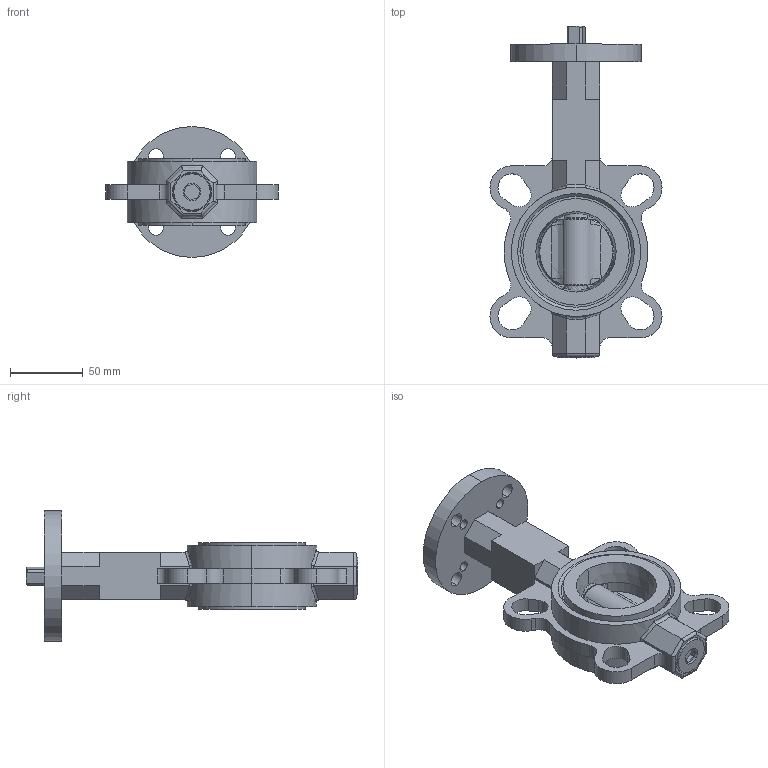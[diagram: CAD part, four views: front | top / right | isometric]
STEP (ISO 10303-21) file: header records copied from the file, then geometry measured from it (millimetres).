
FILE_DESCRIPTION (( 'STEP AP203' ), '1' );
FILE_NAME ('2302拸种豪瑩 蚾饜极DN50.STEP', '2024-08-16T06:05:18', ( '' ), ( '' ), 'SwSTEP 2.0', 'SolidWorks 2018', '' );
FILE_SCHEMA (( 'CONFIG_CONTROL_DESIGN' ));
Length unit declared in the file: millimetre
Products named in the file (12): DN65躇猾菜え; DN50概釱; DN50概粣; DN65平垫圈; DN50概啣; DN65 狟粣杶; 2302拸种豪瑩 蚾饜极DN50; circlips for shaft--type a large gb_GB_CONNECTING_PIECE_RING_RRA 14; circlips for holes--type a gb_GB_CONNECTING_PIECE_RING_RRH 25; YH550-D50-01AZW(3)-00; DN65酗粣杶; 内六角螺塞
Assembly tree (12 placements, depth 2):
  2302拸种豪瑩 蚾饜极DN50
    YH550-D50-01AZW(3)-00
    DN50概啣
    DN50概粣
    DN50概釱
    内六角螺塞
    DN65躇猾菜え
    DN65 狟粣杶
    circlips for shaft--type a large gb_GB_CONNECTING_PIECE_RING_RRA 14
    circlips for holes--type a gb_GB_CONNECTING_PIECE_RING_RRH 25
    DN65平垫圈
    DN65酗粣杶  x2
Bounding box: 118.39 x 228.45 x 90 mm (x, y, z)
Volume: 408981.9 mm3; surface area: 121649.7 mm2
Topology: 12 solids, 12 shells, 547 faces, 1436 edges, 921 vertices
Faces by surface type: cylinder 245, plane 177, bspline 61, cone 34, torus 30
Entity records: 21740 total; most frequent: CARTESIAN_POINT 7506, ORIENTED_EDGE 2816, DIRECTION 2629, EDGE_CURVE 1408, AXIS2_PLACEMENT_3D 1030, VERTEX_POINT 909, EDGE_LOOP 607, LINE 569
